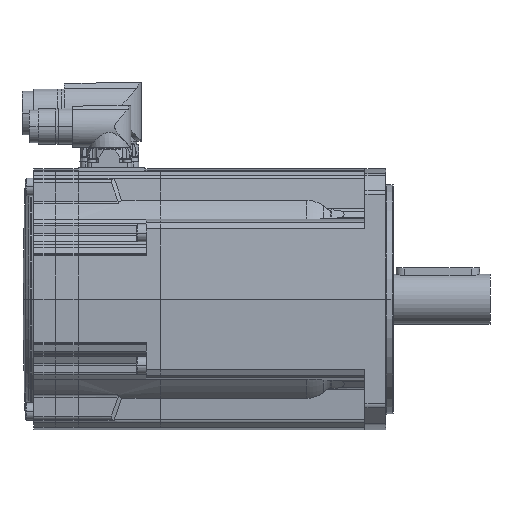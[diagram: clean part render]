
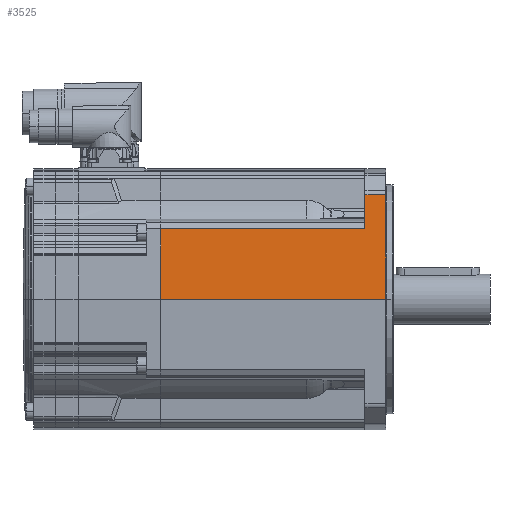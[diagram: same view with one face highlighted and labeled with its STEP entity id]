
A CAD part, left-side view. The second image highlights one B-rep face of the part: STEP entity #3525.
In plain terms, the highlighted planar face has unit normal (-0.999, 0, 0.046).
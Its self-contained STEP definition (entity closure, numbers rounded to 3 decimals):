
#3525=ADVANCED_FACE('',(#7096),#7097,.T.);
#7096=FACE_OUTER_BOUND('',#10786,.T.);
#7097=PLANE('',#10787);
#10786=EDGE_LOOP('',(#20845,#20846,#20847,#20848,#20849,#20850));
#10787=AXIS2_PLACEMENT_3D('',#20851,#20852,#20853);
#20845=ORIENTED_EDGE('',*,*,#26294,.T.);
#20846=ORIENTED_EDGE('',*,*,#26322,.F.);
#20847=ORIENTED_EDGE('',*,*,#26323,.T.);
#20848=ORIENTED_EDGE('',*,*,#26324,.T.);
#20849=ORIENTED_EDGE('',*,*,#26325,.T.);
#20850=ORIENTED_EDGE('',*,*,#26318,.T.);
#20851=CARTESIAN_POINT('',(-61.35,0.0,25.1));
#20852=DIRECTION('',(-0.999,0.0,0.046));
#20853=DIRECTION('',(0.046,0.0,0.999));
#26294=EDGE_CURVE('',#32508,#32506,#32509,.T.);
#26318=EDGE_CURVE('',#32554,#32508,#32555,.T.);
#26322=EDGE_CURVE('',#32560,#32506,#32561,.T.);
#26323=EDGE_CURVE('',#32560,#32562,#32563,.T.);
#26324=EDGE_CURVE('',#32562,#32564,#32565,.T.);
#26325=EDGE_CURVE('',#32564,#32554,#32566,.T.);
#32506=VERTEX_POINT('',#43274);
#32508=VERTEX_POINT('',#43277);
#32509=LINE('',#43278,#43279);
#32554=VERTEX_POINT('',#43336);
#32555=LINE('',#43337,#43338);
#32560=VERTEX_POINT('',#43345);
#32561=LINE('',#43346,#43347);
#32562=VERTEX_POINT('',#43348);
#32563=LINE('',#43349,#43350);
#32564=VERTEX_POINT('',#43351);
#32565=LINE('',#43352,#43353);
#32566=LINE('',#43354,#43355);
#43274=CARTESIAN_POINT('',(-62.5,108.0,0.0));
#43277=CARTESIAN_POINT('',(-60.954,108.0,33.737));
#43278=CARTESIAN_POINT('',(-61.86,108.0,13.979));
#43279=VECTOR('',#51073,1.0);
#43336=CARTESIAN_POINT('',(-60.954,10.0,33.737));
#43337=CARTESIAN_POINT('',(-60.954,5.0,33.737));
#43338=VECTOR('',#51116,1.0);
#43345=CARTESIAN_POINT('',(-62.5,0.01,0.0));
#43346=CARTESIAN_POINT('',(-62.5,0.0,0.0));
#43347=VECTOR('',#51119,1.0);
#43348=CARTESIAN_POINT('',(-60.2,0.01,50.2));
#43349=CARTESIAN_POINT('',(-61.86,0.01,13.979));
#43350=VECTOR('',#51120,1.0);
#43351=CARTESIAN_POINT('',(-60.2,10.0,50.2));
#43352=CARTESIAN_POINT('',(-60.2,0.0,50.2));
#43353=VECTOR('',#51121,1.0);
#43354=CARTESIAN_POINT('',(-60.893,10.0,35.068));
#43355=VECTOR('',#51122,1.0);
#51073=DIRECTION('',(-0.046,-0.0,-0.999));
#51116=DIRECTION('',(0.0,1.0,0.0));
#51119=DIRECTION('',(0.0,1.0,0.0));
#51120=DIRECTION('',(0.046,-0.0,0.999));
#51121=DIRECTION('',(0.0,1.0,0.0));
#51122=DIRECTION('',(-0.046,0.0,-0.999));
